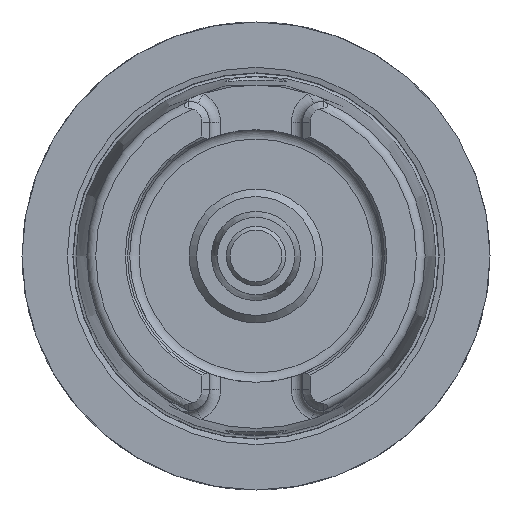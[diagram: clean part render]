
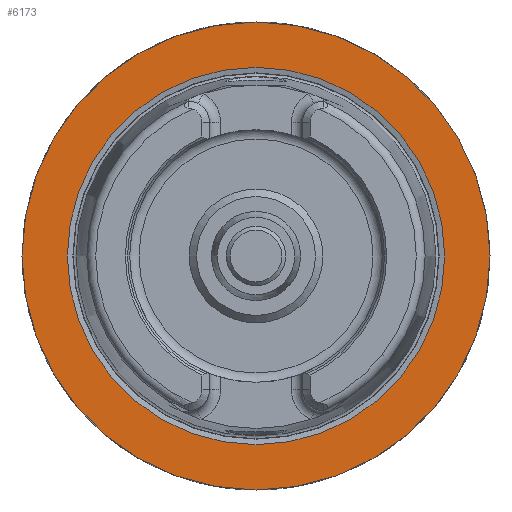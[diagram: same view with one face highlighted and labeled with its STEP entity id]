
A CAD part, left-side view. The second image highlights one B-rep face of the part: STEP entity #6173.
In plain terms, the highlighted planar face has unit normal (-1, 0, 0).
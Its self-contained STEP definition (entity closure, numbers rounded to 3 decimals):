
#5364=CARTESIAN_POINT('',(0.0,31.5,0.0));
#5365=VERTEX_POINT('',#5364);
#5366=CARTESIAN_POINT('',(0.0,0.0,0.0));
#5367=DIRECTION('',(1.0,0.0,0.0));
#5368=DIRECTION('',(0.0,1.0,0.0));
#5369=AXIS2_PLACEMENT_3D('',#5366,#5367,#5368);
#5370=CIRCLE('',#5369,31.5);
#5371=EDGE_CURVE('',#5365,#5365,#5370,.T.);
#6147=CARTESIAN_POINT('',(0.0,25.4,0.0));
#6148=VERTEX_POINT('',#6147);
#6149=CARTESIAN_POINT('',(0.0,0.0,0.0));
#6150=DIRECTION('',(1.0,0.0,0.0));
#6151=DIRECTION('',(0.0,1.0,0.0));
#6152=AXIS2_PLACEMENT_3D('',#6149,#6150,#6151);
#6153=CIRCLE('',#6152,25.4);
#6154=EDGE_CURVE('',#6148,#6148,#6153,.T.);
#6162=CARTESIAN_POINT('',(0.0,28.45,0.0));
#6163=DIRECTION('',(-1.0,0.0,0.0));
#6164=DIRECTION('',(0.0,0.0,1.0));
#6165=AXIS2_PLACEMENT_3D('',#6162,#6163,#6164);
#6166=PLANE('',#6165);
#6167=ORIENTED_EDGE('',*,*,#5371,.F.);
#6168=EDGE_LOOP('',(#6167));
#6169=FACE_OUTER_BOUND('',#6168,.T.);
#6170=ORIENTED_EDGE('',*,*,#6154,.T.);
#6171=EDGE_LOOP('',(#6170));
#6172=FACE_BOUND('',#6171,.T.);
#6173=ADVANCED_FACE('',(#6169,#6172),#6166,.T.);
